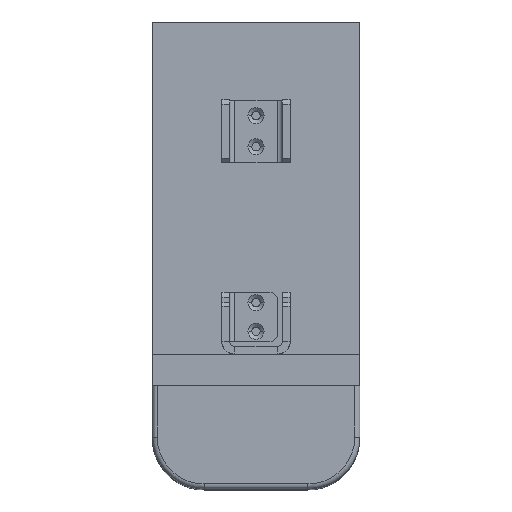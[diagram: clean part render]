
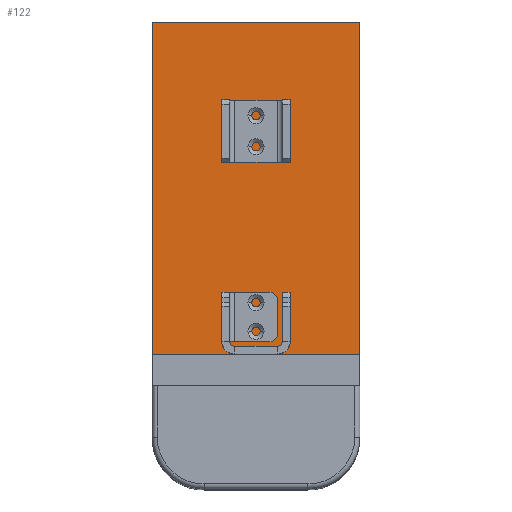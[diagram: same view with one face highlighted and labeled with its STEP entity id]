
A CAD part, top view. The second image highlights one B-rep face of the part: STEP entity #122.
In plain terms, the highlighted face is planar.
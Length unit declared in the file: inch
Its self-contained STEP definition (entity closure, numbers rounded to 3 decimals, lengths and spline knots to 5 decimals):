
#122 = ADVANCED_FACE ( 'NONE', ( #3631 ), #2477, .T. ) ;
#377 = CARTESIAN_POINT ( 'NONE',  ( 8., 0.75, 0. ) ) ;
#428 = CARTESIAN_POINT ( 'NONE',  ( 8., 0.75, 5. ) ) ;
#440 = CARTESIAN_POINT ( 'NONE',  ( 0., 0.75, 5. ) ) ;
#656 = CARTESIAN_POINT ( 'NONE',  ( 0., 0.75, 0. ) ) ;
#1231 = AXIS2_PLACEMENT_3D ( 'NONE', #2448, #2786, #2801 ) ;
#1371 = EDGE_CURVE ( 'NONE', #2703, #1973, #3755, .T. ) ;
#1467 = EDGE_CURVE ( 'NONE', #2723, #2175, #3983, .T. ) ;
#1476 = EDGE_CURVE ( 'NONE', #2175, #2703, #4001, .T. ) ;
#1527 = EDGE_CURVE ( 'NONE', #1973, #2723, #3705, .T. ) ;
#1854 = CARTESIAN_POINT ( 'NONE',  ( 0., 0.75, 0. ) ) ;
#1870 = DIRECTION ( 'NONE',  ( -1., 0., 0. ) ) ;
#1973 = VERTEX_POINT ( 'NONE', #377 ) ;
#2175 = VERTEX_POINT ( 'NONE', #440 ) ;
#2316 = DIRECTION ( 'NONE',  ( 0., 0., 1. ) ) ;
#2326 = CARTESIAN_POINT ( 'NONE',  ( 0., 0.75, 0. ) ) ;
#2448 = CARTESIAN_POINT ( 'NONE',  ( 0., 0.75, 5. ) ) ;
#2477 = PLANE ( 'NONE',  #1231 ) ;
#2491 = DIRECTION ( 'NONE',  ( 0., 0., -1. ) ) ;
#2703 = VERTEX_POINT ( 'NONE', #428 ) ;
#2723 = VERTEX_POINT ( 'NONE', #656 ) ;
#2786 = DIRECTION ( 'NONE',  ( 0., 1., 0. ) ) ;
#2801 = DIRECTION ( 'NONE',  ( 0., 0., 1. ) ) ;
#2811 = CARTESIAN_POINT ( 'NONE',  ( 8., 0.75, 0. ) ) ;
#2859 = DIRECTION ( 'NONE',  ( 1., 0., 0. ) ) ;
#2860 = CARTESIAN_POINT ( 'NONE',  ( 0., 0.75, 5. ) ) ;
#2965 = EDGE_LOOP ( 'NONE', ( #3349, #3118, #3210, #3130 ) ) ;
#3118 = ORIENTED_EDGE ( 'NONE', *, *, #1476, .T. ) ;
#3130 = ORIENTED_EDGE ( 'NONE', *, *, #1527, .T. ) ;
#3210 = ORIENTED_EDGE ( 'NONE', *, *, #1371, .T. ) ;
#3349 = ORIENTED_EDGE ( 'NONE', *, *, #1467, .T. ) ;
#3578 = VECTOR ( 'NONE', #2491, 39.37008 ) ;
#3631 = FACE_OUTER_BOUND ( 'NONE', #2965, .T. ) ;
#3645 = VECTOR ( 'NONE', #2859, 39.37008 ) ;
#3705 = LINE ( 'NONE', #1854, #3994 ) ;
#3755 = LINE ( 'NONE', #2811, #3578 ) ;
#3906 = VECTOR ( 'NONE', #2316, 39.37008 ) ;
#3983 = LINE ( 'NONE', #2326, #3906 ) ;
#3994 = VECTOR ( 'NONE', #1870, 39.37008 ) ;
#4001 = LINE ( 'NONE', #2860, #3645 ) ;
